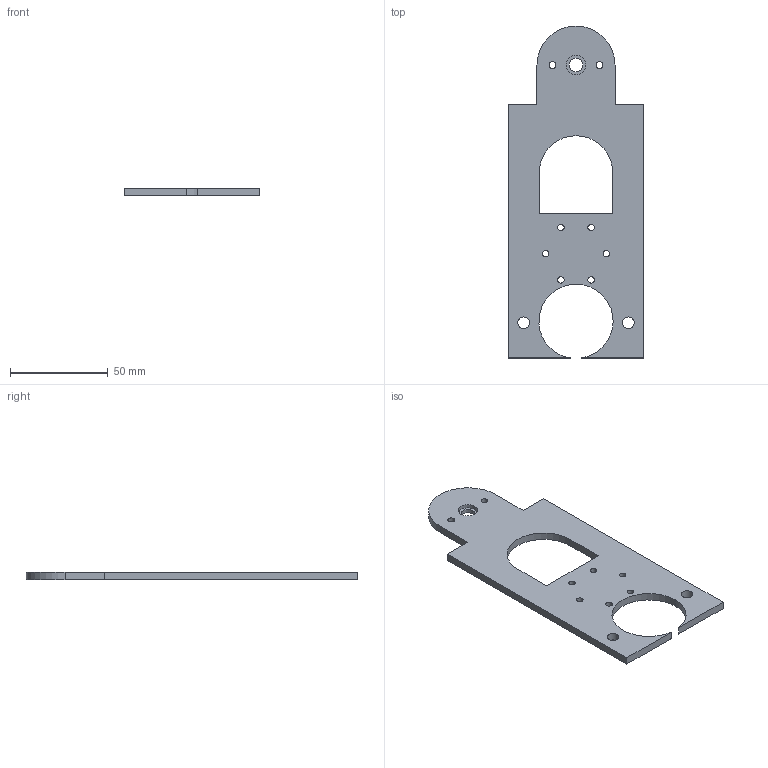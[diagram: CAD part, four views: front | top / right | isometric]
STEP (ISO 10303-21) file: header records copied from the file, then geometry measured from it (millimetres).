
FILE_DESCRIPTION(('FreeCAD Model'),'2;1');
FILE_NAME('thighBack_main.step','2018-08-24T06:25:01',('Author'),(''), 'Open CASCADE STEP processor 7.3','FreeCAD','Unknown');
FILE_SCHEMA(('AUTOMOTIVE_DESIGN { 1 0 10303 214 1 1 1 1 }'));
Length unit declared in the file: millimetre
Products named in the file (1): 1stLinkMotorBack
Bounding box: 69.6 x 170 x 4 mm (x, y, z)
Volume: 31280.2 mm3; surface area: 19109.2 mm2
Topology: 1 solids, 1 shells, 30 faces, 81 edges, 54 vertices
Faces by surface type: cylinder 16, plane 14
Full cylindrical faces by diameter (mm): 3.3 x6, 3.5 x2, 6 x2, 7 x1, 10 x1
Entity records: 2082 total; most frequent: DIRECTION 336, CARTESIAN_POINT 334, LINE 179, VECTOR 179, ORIENTED_EDGE 162, PCURVE 162, DEFINITIONAL_REPRESENTATION 162, EDGE_CURVE 81
